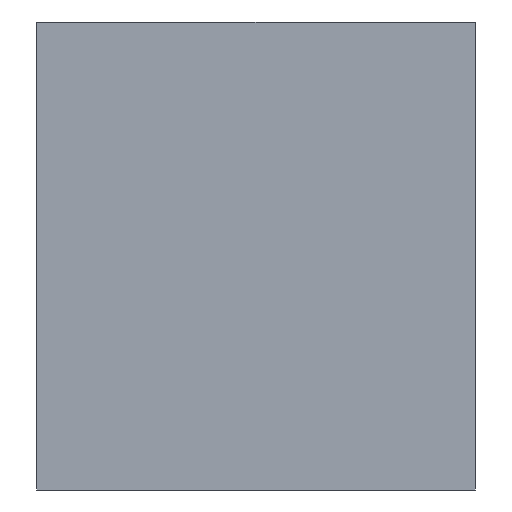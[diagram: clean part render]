
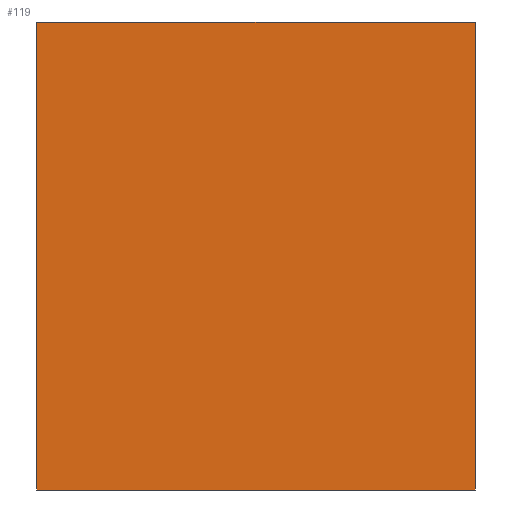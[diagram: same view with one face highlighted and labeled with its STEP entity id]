
A CAD part, front view. The second image highlights one B-rep face of the part: STEP entity #119.
In plain terms, the highlighted planar face has unit normal (0, -1, 0).
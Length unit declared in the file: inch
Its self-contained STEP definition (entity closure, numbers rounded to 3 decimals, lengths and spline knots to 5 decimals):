
#119 = ADVANCED_FACE ( 'NONE', ( #1068 ), #335, .F. ) ;
#334 = CARTESIAN_POINT ( 'NONE',  ( -0.575, -0.575, 0.86614 ) ) ;
#335 = PLANE ( 'NONE',  #1275 ) ;
#337 = EDGE_CURVE ( 'NONE', #1595, #772, #1222, .T. ) ;
#342 = DIRECTION ( 'NONE',  ( 0., 1., 0. ) ) ;
#345 = DIRECTION ( 'NONE',  ( 0., 0., 1. ) ) ;
#408 = VERTEX_POINT ( 'NONE', #472 ) ;
#422 = CARTESIAN_POINT ( 'NONE',  ( 0.455, -0.575, 0.86614 ) ) ;
#433 = DIRECTION ( 'NONE',  ( 0., 0., 1. ) ) ;
#472 = CARTESIAN_POINT ( 'NONE',  ( -0.44999, -0.575, 0. ) ) ;
#636 = EDGE_LOOP ( 'NONE', ( #929, #858, #856, #940 ) ) ;
#717 = EDGE_CURVE ( 'NONE', #408, #1595, #1293, .T. ) ;
#772 = VERTEX_POINT ( 'NONE', #976 ) ;
#856 = ORIENTED_EDGE ( 'NONE', *, *, #717, .T. ) ;
#858 = ORIENTED_EDGE ( 'NONE', *, *, #1103, .T. ) ;
#916 = VERTEX_POINT ( 'NONE', #1727 ) ;
#920 = CARTESIAN_POINT ( 'NONE',  ( -0.575, -0.575, 0. ) ) ;
#922 = DIRECTION ( 'NONE',  ( 1., 0., 0. ) ) ;
#929 = ORIENTED_EDGE ( 'NONE', *, *, #1368, .F. ) ;
#940 = ORIENTED_EDGE ( 'NONE', *, *, #337, .T. ) ;
#976 = CARTESIAN_POINT ( 'NONE',  ( 0.455, -0.575, 0.96614 ) ) ;
#1068 = FACE_OUTER_BOUND ( 'NONE', #636, .T. ) ;
#1103 = EDGE_CURVE ( 'NONE', #916, #408, #1320, .T. ) ;
#1222 = LINE ( 'NONE', #422, #1268 ) ;
#1268 = VECTOR ( 'NONE', #433, 39.37008 ) ;
#1275 = AXIS2_PLACEMENT_3D ( 'NONE', #334, #342, #345 ) ;
#1291 = VECTOR ( 'NONE', #922, 39.37008 ) ;
#1293 = LINE ( 'NONE', #920, #1291 ) ;
#1310 = VECTOR ( 'NONE', #1648, 39.37008 ) ;
#1320 = LINE ( 'NONE', #1655, #1310 ) ;
#1368 = EDGE_CURVE ( 'NONE', #916, #772, #1427, .T. ) ;
#1424 = VECTOR ( 'NONE', #1559, 39.37008 ) ;
#1427 = LINE ( 'NONE', #1736, #1424 ) ;
#1559 = DIRECTION ( 'NONE',  ( 1., 0., 0. ) ) ;
#1595 = VERTEX_POINT ( 'NONE', #1677 ) ;
#1648 = DIRECTION ( 'NONE',  ( 0., 0., -1. ) ) ;
#1655 = CARTESIAN_POINT ( 'NONE',  ( -0.44999, -0.575, 0.86614 ) ) ;
#1677 = CARTESIAN_POINT ( 'NONE',  ( 0.455, -0.575, 0. ) ) ;
#1727 = CARTESIAN_POINT ( 'NONE',  ( -0.44999, -0.575, 0.96614 ) ) ;
#1736 = CARTESIAN_POINT ( 'NONE',  ( -0.575, -0.575, 0.96614 ) ) ;
